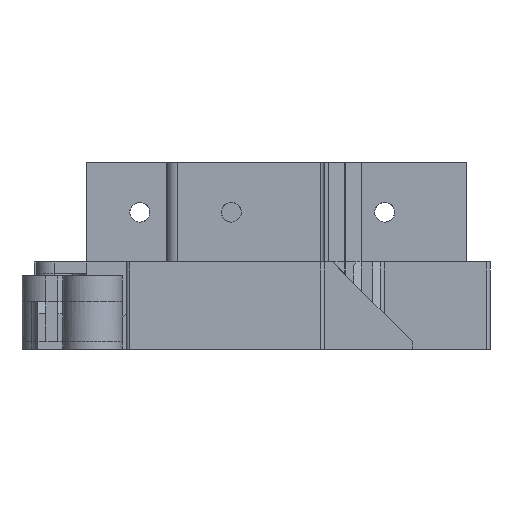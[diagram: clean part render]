
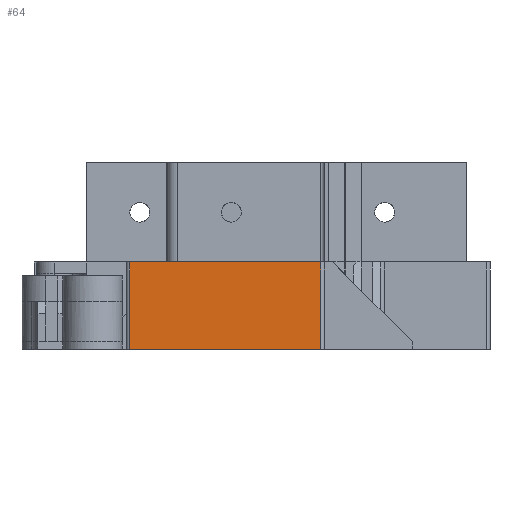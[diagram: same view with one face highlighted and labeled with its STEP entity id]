
A CAD part, left-side view. The second image highlights one B-rep face of the part: STEP entity #64.
In plain terms, the highlighted free-form (B-spline) face has degree [1, 2] with [2, 3] control points.
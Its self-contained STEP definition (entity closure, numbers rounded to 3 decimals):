
#64=ADVANCED_FACE('',(#390),#4836,.T.);
#390=FACE_OUTER_BOUND('',#716,.T.);
#716=EDGE_LOOP('',(#1080,#1081,#1082,#1083));
#1080=ORIENTED_EDGE('',*,*,#2644,.T.);
#1081=ORIENTED_EDGE('',*,*,#2648,.T.);
#1082=ORIENTED_EDGE('',*,*,#2647,.F.);
#1083=ORIENTED_EDGE('',*,*,#2646,.F.);
#2644=EDGE_CURVE('',#4208,#4209,#3744,.T.);
#2646=EDGE_CURVE('',#4208,#4210,#3746,.T.);
#2647=EDGE_CURVE('',#4210,#4211,#3747,.T.);
#2648=EDGE_CURVE('',#4209,#4211,#3748,.T.);
#3744=(
BOUNDED_CURVE()
B_SPLINE_CURVE(1,(#5720,#5721),.UNSPECIFIED.,.F.,.F.)
B_SPLINE_CURVE_WITH_KNOTS((2,2),(0.,22.),.UNSPECIFIED.)
CURVE()
GEOMETRIC_REPRESENTATION_ITEM()
RATIONAL_B_SPLINE_CURVE((1.,1.))
REPRESENTATION_ITEM('')
);
#3746=(
BOUNDED_CURVE()
B_SPLINE_CURVE(2,(#5725,#5726,#5727),.UNSPECIFIED.,.F.,.F.)
B_SPLINE_CURVE_WITH_KNOTS((3,3),(222.854,270.854),
 .UNSPECIFIED.)
CURVE()
GEOMETRIC_REPRESENTATION_ITEM()
RATIONAL_B_SPLINE_CURVE((1.,1.,1.))
REPRESENTATION_ITEM('')
);
#3747=(
BOUNDED_CURVE()
B_SPLINE_CURVE(1,(#5728,#5729),.UNSPECIFIED.,.F.,.F.)
B_SPLINE_CURVE_WITH_KNOTS((2,2),(0.,22.),.UNSPECIFIED.)
CURVE()
GEOMETRIC_REPRESENTATION_ITEM()
RATIONAL_B_SPLINE_CURVE((1.,1.))
REPRESENTATION_ITEM('')
);
#3748=(
BOUNDED_CURVE()
B_SPLINE_CURVE(2,(#5730,#5731,#5732),.UNSPECIFIED.,.F.,.F.)
B_SPLINE_CURVE_WITH_KNOTS((3,3),(222.854,270.854),
 .UNSPECIFIED.)
CURVE()
GEOMETRIC_REPRESENTATION_ITEM()
RATIONAL_B_SPLINE_CURVE((1.,1.,1.))
REPRESENTATION_ITEM('')
);
#4208=VERTEX_POINT('',#5615);
#4209=VERTEX_POINT('',#5616);
#4210=VERTEX_POINT('',#5617);
#4211=VERTEX_POINT('',#5618);
#4836=(
BOUNDED_SURFACE()
B_SPLINE_SURFACE(1,2,((#5359,#5360,#5361),(#5362,#5363,#5364)),
 .UNSPECIFIED.,.F.,.F.,.F.)
B_SPLINE_SURFACE_WITH_KNOTS((2,2),(3,3),(0.,22.),(222.854,270.854),
 .UNSPECIFIED.)
GEOMETRIC_REPRESENTATION_ITEM()
RATIONAL_B_SPLINE_SURFACE(((1.,1.,1.),(1.,1.,1.)))
REPRESENTATION_ITEM('')
SURFACE()
);
#5359=CARTESIAN_POINT('',(-991.,-847.211,0.));
#5360=CARTESIAN_POINT('',(-991.,-823.211,0.));
#5361=CARTESIAN_POINT('',(-991.,-799.211,0.));
#5362=CARTESIAN_POINT('',(-991.,-847.211,22.));
#5363=CARTESIAN_POINT('',(-991.,-823.211,22.));
#5364=CARTESIAN_POINT('',(-991.,-799.211,22.));
#5615=CARTESIAN_POINT('',(-991.,-847.211,0.));
#5616=CARTESIAN_POINT('',(-991.,-847.211,22.));
#5617=CARTESIAN_POINT('',(-991.,-799.211,0.));
#5618=CARTESIAN_POINT('',(-991.,-799.211,22.));
#5720=CARTESIAN_POINT('',(-991.,-847.211,0.));
#5721=CARTESIAN_POINT('',(-991.,-847.211,22.));
#5725=CARTESIAN_POINT('',(-991.,-847.211,0.));
#5726=CARTESIAN_POINT('',(-991.,-823.211,0.));
#5727=CARTESIAN_POINT('',(-991.,-799.211,0.));
#5728=CARTESIAN_POINT('',(-991.,-799.211,0.));
#5729=CARTESIAN_POINT('',(-991.,-799.211,22.));
#5730=CARTESIAN_POINT('',(-991.,-847.211,22.));
#5731=CARTESIAN_POINT('',(-991.,-823.211,22.));
#5732=CARTESIAN_POINT('',(-991.,-799.211,22.));
